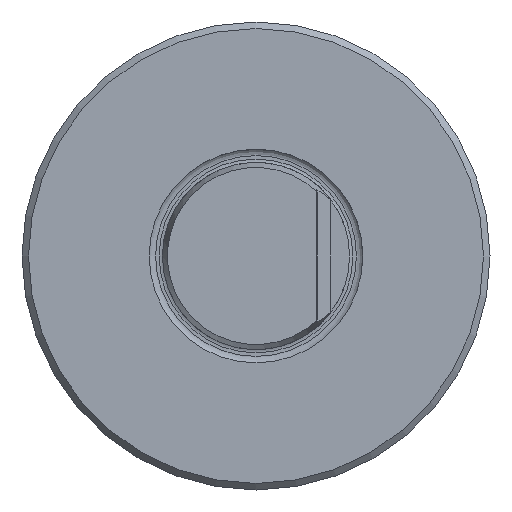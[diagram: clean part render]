
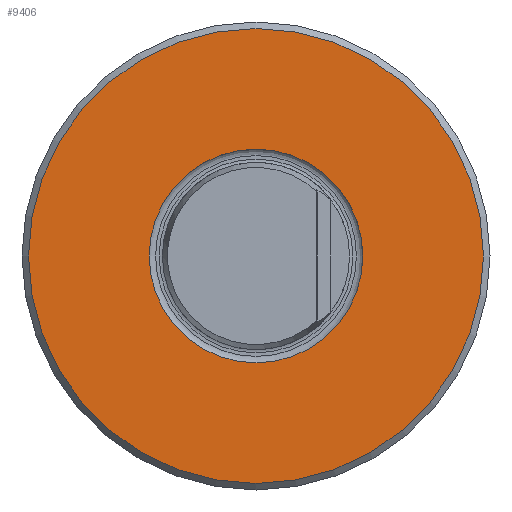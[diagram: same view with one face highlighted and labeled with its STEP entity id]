
A CAD part, front view. The second image highlights one B-rep face of the part: STEP entity #9406.
In plain terms, the highlighted planar face has unit normal (0, -1, 0).
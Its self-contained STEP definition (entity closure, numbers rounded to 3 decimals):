
#387 = DIRECTION ( 'NONE',  ( 1., 0., 0. ) ) ;
#801 = AXIS2_PLACEMENT_3D ( 'NONE', #10173, #8320, #387 ) ;
#1933 = CARTESIAN_POINT ( 'NONE',  ( -24.3, 0., 0. ) ) ;
#2261 = EDGE_CURVE ( 'NONE', #3166, #3166, #7181, .T. ) ;
#2802 = ORIENTED_EDGE ( 'NONE', *, *, #8613, .F. ) ;
#3166 = VERTEX_POINT ( 'NONE', #1933 ) ;
#3349 = PLANE ( 'NONE',  #801 ) ;
#3532 = AXIS2_PLACEMENT_3D ( 'NONE', #8578, #3763, #11476 ) ;
#3763 = DIRECTION ( 'NONE',  ( 0., 1., 0. ) ) ;
#4351 = FACE_OUTER_BOUND ( 'NONE', #4978, .T. ) ;
#4928 = VERTEX_POINT ( 'NONE', #5837 ) ;
#4978 = EDGE_LOOP ( 'NONE', ( #10974 ) ) ;
#5375 = DIRECTION ( 'NONE',  ( 1., 0., 0. ) ) ;
#5837 = CARTESIAN_POINT ( 'NONE',  ( 11.419, 0., 0. ) ) ;
#7181 = CIRCLE ( 'NONE', #3532, 24.3 ) ;
#7339 = AXIS2_PLACEMENT_3D ( 'NONE', #9918, #11091, #5375 ) ;
#8320 = DIRECTION ( 'NONE',  ( 0., -1., 0. ) ) ;
#8578 = CARTESIAN_POINT ( 'NONE',  ( 0., 0., 0. ) ) ;
#8613 = EDGE_CURVE ( 'NONE', #4928, #4928, #10782, .T. ) ;
#9406 = ADVANCED_FACE ( 'Defeature completata1_9', ( #4351, #10114 ), #3349, .T. ) ;
#9918 = CARTESIAN_POINT ( 'NONE',  ( 0., 0., 0. ) ) ;
#10114 = FACE_BOUND ( 'NONE', #11669, .T. ) ;
#10173 = CARTESIAN_POINT ( 'NONE',  ( -11.55, 0., 0. ) ) ;
#10782 = CIRCLE ( 'NONE', #7339, 11.419 ) ;
#10974 = ORIENTED_EDGE ( 'NONE', *, *, #2261, .F. ) ;
#11091 = DIRECTION ( 'NONE',  ( 0., -1., 0. ) ) ;
#11476 = DIRECTION ( 'NONE',  ( -1., 0., 0. ) ) ;
#11669 = EDGE_LOOP ( 'NONE', ( #2802 ) ) ;
